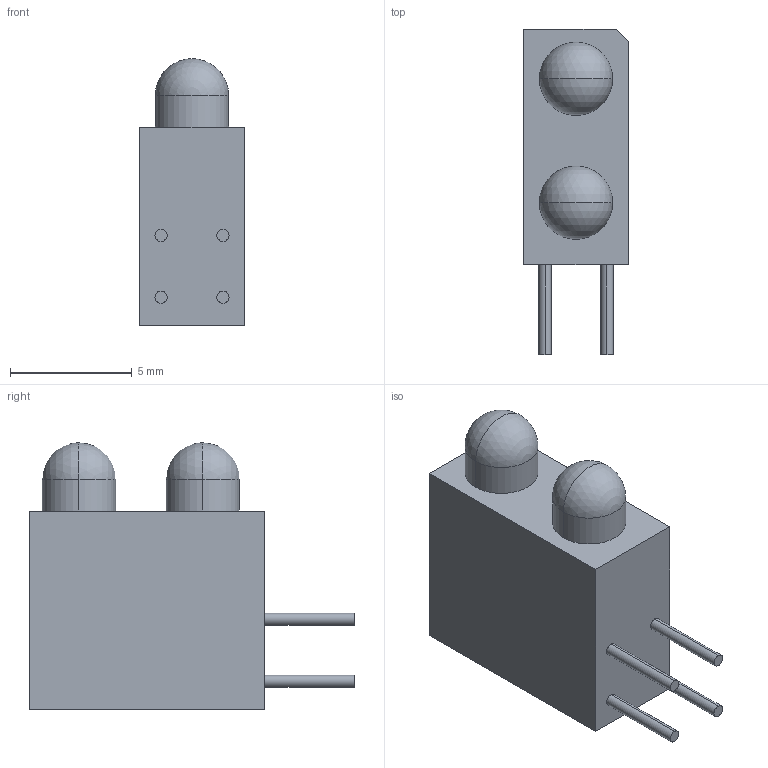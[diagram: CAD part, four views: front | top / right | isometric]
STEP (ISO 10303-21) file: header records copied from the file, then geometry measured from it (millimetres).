
FILE_DESCRIPTION (( 'STEP AP214' ), '1' );
FILE_NAME ('WP934MD_2GD.STEP', '2014-09-08T14:49:30', ( '' ), ( '' ), 'SwSTEP 2.0', 'SolidWorks 2014', '' );
FILE_SCHEMA (( 'AUTOMOTIVE_DESIGN' ));
Length unit declared in the file: millimetre
Products named in the file (1): WP934MD_2GD
Bounding box: 4.3 x 13.33 x 10.93 mm (x, y, z)
Volume: 371.7 mm3; surface area: 397.2 mm2
Topology: 3 solids, 3 shells, 29 faces, 63 edges, 40 vertices
Faces by surface type: plane 13, cylinder 12, sphere 4
Entity records: 925 total; most frequent: DIRECTION 143, CARTESIAN_POINT 121, ORIENTED_EDGE 110, AXIS2_PLACEMENT_3D 58, EDGE_CURVE 55, VERTEX_POINT 36, EDGE_LOOP 33, ADVANCED_FACE 29
